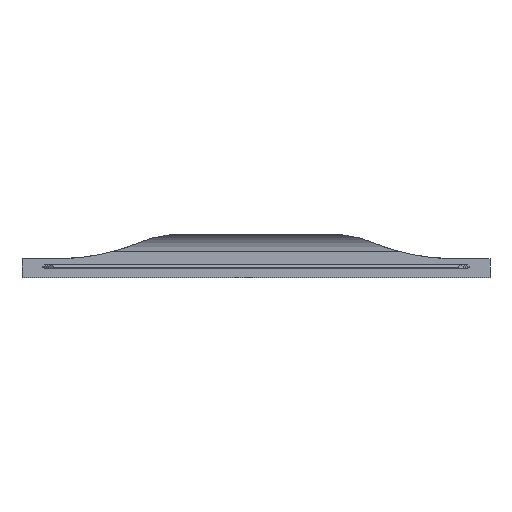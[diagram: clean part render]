
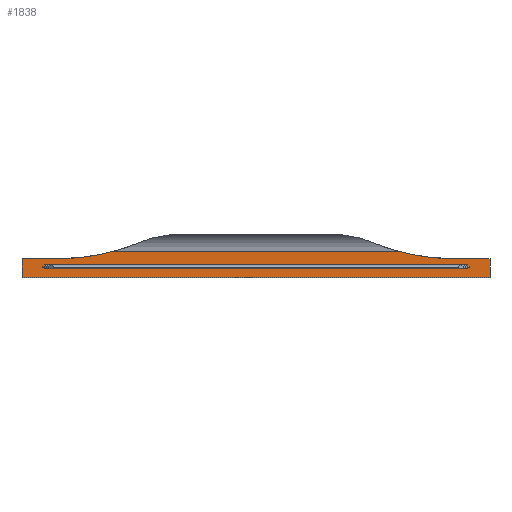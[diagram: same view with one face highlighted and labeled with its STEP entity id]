
A CAD part, front view. The second image highlights one B-rep face of the part: STEP entity #1838.
In plain terms, the highlighted planar face has unit normal (0, -1, 0).
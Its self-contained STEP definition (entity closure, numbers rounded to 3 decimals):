
#6 = CARTESIAN_POINT ( 'NONE',  ( -187.9, 10., 7.75 ) ) ;
#8 = LINE ( 'NONE', #1081, #483 ) ;
#15 = VERTEX_POINT ( 'NONE', #94 ) ;
#42 = VECTOR ( 'NONE', #1345, 1000. ) ;
#94 = CARTESIAN_POINT ( 'NONE',  ( -223., 10., 7.75 ) ) ;
#113 = VERTEX_POINT ( 'NONE', #1285 ) ;
#123 = CARTESIAN_POINT ( 'NONE',  ( 223., 10., -0.7 ) ) ;
#164 = VERTEX_POINT ( 'NONE', #1760 ) ;
#174 = VERTEX_POINT ( 'NONE', #1888 ) ;
#202 = ORIENTED_EDGE ( 'NONE', *, *, #1079, .F. ) ;
#203 = CARTESIAN_POINT ( 'NONE',  ( 187.9, 10., 207.75 ) ) ;
#217 = EDGE_CURVE ( 'NONE', #250, #1366, #731, .T. ) ;
#237 = ORIENTED_EDGE ( 'NONE', *, *, #217, .T. ) ;
#238 = ORIENTED_EDGE ( 'NONE', *, *, #303, .F. ) ;
#250 = VERTEX_POINT ( 'NONE', #1024 ) ;
#302 = ORIENTED_EDGE ( 'NONE', *, *, #1019, .F. ) ;
#303 = EDGE_CURVE ( 'NONE', #1310, #692, #1048, .T. ) ;
#319 = EDGE_CURVE ( 'NONE', #1843, #113, #872, .T. ) ;
#339 = ORIENTED_EDGE ( 'NONE', *, *, #797, .T. ) ;
#372 = CARTESIAN_POINT ( 'NONE',  ( -203., 10., 5. ) ) ;
#387 = LINE ( 'NONE', #982, #646 ) ;
#432 = VECTOR ( 'NONE', #1457, 1000. ) ;
#483 = VECTOR ( 'NONE', #773, 1000. ) ;
#485 = CARTESIAN_POINT ( 'NONE',  ( 223., 10., -0.7 ) ) ;
#505 = DIRECTION ( 'NONE',  ( 0., -1., 0. ) ) ;
#575 = DIRECTION ( 'NONE',  ( 0., 1., 0. ) ) ;
#600 = CARTESIAN_POINT ( 'NONE',  ( -203., 10., -0.7 ) ) ;
#643 = VERTEX_POINT ( 'NONE', #1636 ) ;
#646 = VECTOR ( 'NONE', #689, 1000. ) ;
#665 = AXIS2_PLACEMENT_3D ( 'NONE', #1792, #575, #1352 ) ;
#689 = DIRECTION ( 'NONE',  ( -1., 0., 0. ) ) ;
#692 = VERTEX_POINT ( 'NONE', #1152 ) ;
#695 = VECTOR ( 'NONE', #1478, 1000. ) ;
#731 = CIRCLE ( 'NONE', #665, 200. ) ;
#773 = DIRECTION ( 'NONE',  ( 0., 0., -1. ) ) ;
#778 = ORIENTED_EDGE ( 'NONE', *, *, #319, .F. ) ;
#781 = CARTESIAN_POINT ( 'NONE',  ( 223., 10., -10.25 ) ) ;
#788 = FACE_OUTER_BOUND ( 'NONE', #1857, .T. ) ;
#796 = LINE ( 'NONE', #1576, #1905 ) ;
#797 = EDGE_CURVE ( 'NONE', #15, #113, #8, .T. ) ;
#802 = CARTESIAN_POINT ( 'NONE',  ( 223., 10., 14.55 ) ) ;
#831 = EDGE_LOOP ( 'NONE', ( #238, #1324, #1944, #1069 ) ) ;
#838 = DIRECTION ( 'NONE',  ( 0., 0., 1. ) ) ;
#843 = CARTESIAN_POINT ( 'NONE',  ( 223., 10., -0.7 ) ) ;
#872 = LINE ( 'NONE', #1666, #695 ) ;
#968 = EDGE_CURVE ( 'NONE', #643, #250, #1401, .T. ) ;
#982 = CARTESIAN_POINT ( 'NONE',  ( 223., 10., 7.75 ) ) ;
#1019 = EDGE_CURVE ( 'NONE', #643, #1765, #1546, .T. ) ;
#1024 = CARTESIAN_POINT ( 'NONE',  ( -136.192, 10., 14.55 ) ) ;
#1039 = AXIS2_PLACEMENT_3D ( 'NONE', #485, #1552, #1084 ) ;
#1042 = EDGE_CURVE ( 'NONE', #1310, #174, #1419, .T. ) ;
#1048 = LINE ( 'NONE', #1630, #1725 ) ;
#1069 = ORIENTED_EDGE ( 'NONE', *, *, #1910, .F. ) ;
#1079 = EDGE_CURVE ( 'NONE', #1765, #164, #796, .T. ) ;
#1081 = CARTESIAN_POINT ( 'NONE',  ( -223., 10., 0.7 ) ) ;
#1084 = DIRECTION ( 'NONE',  ( 0., 0., 1. ) ) ;
#1092 = FACE_BOUND ( 'NONE', #831, .T. ) ;
#1107 = DIRECTION ( 'NONE',  ( 0., 0., -1. ) ) ;
#1152 = CARTESIAN_POINT ( 'NONE',  ( -203., 10., 0.7 ) ) ;
#1192 = AXIS2_PLACEMENT_3D ( 'NONE', #203, #505, #838 ) ;
#1262 = DIRECTION ( 'NONE',  ( 1., 0., 0. ) ) ;
#1276 = ORIENTED_EDGE ( 'NONE', *, *, #1696, .F. ) ;
#1285 = CARTESIAN_POINT ( 'NONE',  ( -223., 10., -10.25 ) ) ;
#1310 = VERTEX_POINT ( 'NONE', #1405 ) ;
#1318 = VECTOR ( 'NONE', #1895, 1000. ) ;
#1324 = ORIENTED_EDGE ( 'NONE', *, *, #1042, .T. ) ;
#1332 = LINE ( 'NONE', #123, #42 ) ;
#1345 = DIRECTION ( 'NONE',  ( -1., 0., 0. ) ) ;
#1352 = DIRECTION ( 'NONE',  ( 0., 0., 1. ) ) ;
#1366 = VERTEX_POINT ( 'NONE', #6 ) ;
#1392 = ORIENTED_EDGE ( 'NONE', *, *, #968, .T. ) ;
#1401 = LINE ( 'NONE', #802, #1318 ) ;
#1405 = CARTESIAN_POINT ( 'NONE',  ( 203., 10., 0.7 ) ) ;
#1418 = ORIENTED_EDGE ( 'NONE', *, *, #1692, .T. ) ;
#1419 = LINE ( 'NONE', #1745, #1847 ) ;
#1457 = DIRECTION ( 'NONE',  ( 0., 0., -1. ) ) ;
#1478 = DIRECTION ( 'NONE',  ( -1., 0., 0. ) ) ;
#1545 = VERTEX_POINT ( 'NONE', #600 ) ;
#1546 = CIRCLE ( 'NONE', #1192, 200. ) ;
#1552 = DIRECTION ( 'NONE',  ( 0., 1., 0. ) ) ;
#1576 = CARTESIAN_POINT ( 'NONE',  ( 223., 10., 7.75 ) ) ;
#1630 = CARTESIAN_POINT ( 'NONE',  ( 223., 10., 0.7 ) ) ;
#1636 = CARTESIAN_POINT ( 'NONE',  ( 136.192, 10., 14.55 ) ) ;
#1661 = CARTESIAN_POINT ( 'NONE',  ( 187.9, 10., 7.75 ) ) ;
#1666 = CARTESIAN_POINT ( 'NONE',  ( 223., 10., -10.25 ) ) ;
#1692 = EDGE_CURVE ( 'NONE', #1366, #15, #387, .T. ) ;
#1696 = EDGE_CURVE ( 'NONE', #164, #1843, #1926, .T. ) ;
#1725 = VECTOR ( 'NONE', #1836, 1000. ) ;
#1745 = CARTESIAN_POINT ( 'NONE',  ( 203., 10., 5. ) ) ;
#1747 = LINE ( 'NONE', #372, #1855 ) ;
#1757 = EDGE_CURVE ( 'NONE', #174, #1545, #1332, .T. ) ;
#1760 = CARTESIAN_POINT ( 'NONE',  ( 223., 10., 7.75 ) ) ;
#1765 = VERTEX_POINT ( 'NONE', #1661 ) ;
#1792 = CARTESIAN_POINT ( 'NONE',  ( -187.9, 10., 207.75 ) ) ;
#1836 = DIRECTION ( 'NONE',  ( -1., 0., 0. ) ) ;
#1838 = ADVANCED_FACE ( 'NONE', ( #1092, #788 ), #1863, .F. ) ;
#1843 = VERTEX_POINT ( 'NONE', #781 ) ;
#1847 = VECTOR ( 'NONE', #1107, 1000. ) ;
#1855 = VECTOR ( 'NONE', #1900, 1000. ) ;
#1857 = EDGE_LOOP ( 'NONE', ( #1392, #237, #1418, #339, #778, #1276, #202, #302 ) ) ;
#1863 = PLANE ( 'NONE',  #1039 ) ;
#1888 = CARTESIAN_POINT ( 'NONE',  ( 203., 10., -0.7 ) ) ;
#1895 = DIRECTION ( 'NONE',  ( -1., 0., 0. ) ) ;
#1900 = DIRECTION ( 'NONE',  ( 0., 0., -1. ) ) ;
#1905 = VECTOR ( 'NONE', #1262, 1000. ) ;
#1910 = EDGE_CURVE ( 'NONE', #692, #1545, #1747, .T. ) ;
#1926 = LINE ( 'NONE', #843, #432 ) ;
#1944 = ORIENTED_EDGE ( 'NONE', *, *, #1757, .T. ) ;
